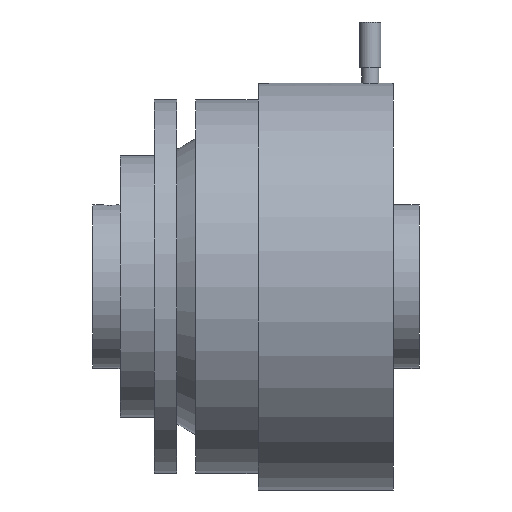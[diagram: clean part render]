
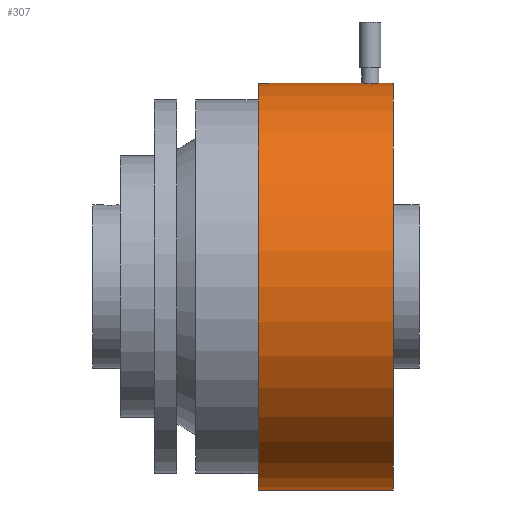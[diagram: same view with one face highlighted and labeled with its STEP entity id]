
A CAD part, front view. The second image highlights one B-rep face of the part: STEP entity #307.
In plain terms, the highlighted cylindrical face has radius 113.538 mm (diameter 227.076 mm), a partial arc.
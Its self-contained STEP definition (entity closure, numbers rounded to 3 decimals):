
#138=CARTESIAN_POINT('POINT11',(159.703,0.,
   113.538));
#139=VERTEX_POINT('VERTEX11',#138);
#147=CARTESIAN_POINT('POINT12',(150.178,0.,
   113.538));
#148=VERTEX_POINT('VERTEX12',#147);
#155=CARTESIAN_POINT('POINT13',(154.94,-4.763,
   113.438));
#156=VERTEX_POINT('VERTEX13',#155);
#157=B_SPLINE_CURVE_WITH_KNOTS('SPLINE_CRV1',3,(#158,#159,#160,#161,#162
   ,#163,#164,#165,#166,#167),.UNSPECIFIED.,.F.,.F.,(4,2,2,2,4),(
   0.,0.071,0.141,
   0.212,0.283),.UNSPECIFIED.);
#158=CARTESIAN_POINT('',(154.94,-4.763,113.438)
   );
#159=CARTESIAN_POINT('',(154.342,-4.763,
   113.438));
#160=CARTESIAN_POINT('',(153.704,-4.643,
   113.443));
#161=CARTESIAN_POINT('',(152.531,-4.157,
   113.462));
#162=CARTESIAN_POINT('',(151.995,-3.79,
   113.476));
#163=CARTESIAN_POINT('',(151.15,-2.945,
   113.501));
#164=CARTESIAN_POINT('',(150.783,-2.409,
   113.514));
#165=CARTESIAN_POINT('',(150.297,-1.236,
   113.533));
#166=CARTESIAN_POINT('',(150.178,-0.598,
   113.538));
#167=CARTESIAN_POINT('',(150.178,0.,
   113.538));
#168=EDGE_CURVE('EDGE17',#156,#148,#157,.T.);
#170=B_SPLINE_CURVE_WITH_KNOTS('SPLINE_CRV2',3,(#171,#172,#173,#174,#175
   ,#176,#177,#178,#179,#180),.UNSPECIFIED.,.F.,.F.,(4,2,2,2,4),(
   0.848,0.918,0.989,
   1.06,1.13),.UNSPECIFIED.);
#171=CARTESIAN_POINT('',(159.703,0.,
   113.538));
#172=CARTESIAN_POINT('',(159.703,-0.598,
   113.538));
#173=CARTESIAN_POINT('',(159.583,-1.236,
   113.533));
#174=CARTESIAN_POINT('',(159.097,-2.409,
   113.514));
#175=CARTESIAN_POINT('',(158.73,-2.945,
   113.501));
#176=CARTESIAN_POINT('',(157.885,-3.79,
   113.476));
#177=CARTESIAN_POINT('',(157.349,-4.157,
   113.462));
#178=CARTESIAN_POINT('',(156.176,-4.643,
   113.443));
#179=CARTESIAN_POINT('',(155.538,-4.763,
   113.438));
#180=CARTESIAN_POINT('',(154.94,-4.763,113.438)
   );
#181=EDGE_CURVE('EDGE18',#139,#156,#170,.T.);
#222=CARTESIAN_POINT('POINT14',(92.342,0.,
   113.538));
#223=VERTEX_POINT('VERTEX14',#222);
#224=CARTESIAN_POINT('POINT15',(92.342,0.,
   -113.538));
#225=VERTEX_POINT('VERTEX15',#224);
#226=CARTESIAN_POINT('POS17',(92.342,0.,0.));
#227=DIRECTION('DIR27',(-1.,0.,0.));
#228=DIRECTION('DIR28',(0.,0.,1.));
#229=AXIS2_PLACEMENT_3D('AXIS11',#226,#227,#228);
#230=CIRCLE('ELLIPSE6',#229,113.538);
#233=EDGE_CURVE('EDGE21',#225,#223,#230,.T.);
#268=CARTESIAN_POINT('POINT18',(167.894,0.,
   113.538));
#269=VERTEX_POINT('VERTEX18',#268);
#270=CARTESIAN_POINT('POS21',(130.118,0.,
   113.538));
#271=DIRECTION('DIR35',(-1.,0.,0.));
#272=VECTOR('VEC7',#271,1.);
#273=LINE('STRAIGHT7',#270,#272);
#274=EDGE_CURVE('EDGE24',#269,#139,#273,.T.);
#275=ORIENTED_EDGE('COEDGE40',*,*,#274,.T.);
#276=ORIENTED_EDGE('COEDGE41',*,*,#181,.T.);
#277=ORIENTED_EDGE('COEDGE42',*,*,#168,.T.);
#278=CARTESIAN_POINT('POS22',(130.118,0.,
   113.538));
#279=DIRECTION('DIR36',(-1.,0.,0.));
#280=VECTOR('VEC8',#279,1.);
#281=LINE('STRAIGHT8',#278,#280);
#282=EDGE_CURVE('EDGE25',#148,#223,#281,.T.);
#283=ORIENTED_EDGE('COEDGE43',*,*,#282,.T.);
#284=ORIENTED_EDGE('COEDGE44',*,*,#233,.F.);
#285=CARTESIAN_POINT('POINT19',(167.894,0.,
   -113.538));
#286=VERTEX_POINT('VERTEX19',#285);
#287=CARTESIAN_POINT('POS23',(130.118,0.,
   -113.538));
#288=DIRECTION('DIR37',(1.,0.,0.));
#289=VECTOR('VEC9',#288,1.);
#290=LINE('STRAIGHT9',#287,#289);
#291=EDGE_CURVE('EDGE26',#225,#286,#290,.T.);
#292=ORIENTED_EDGE('COEDGE45',*,*,#291,.T.);
#293=CARTESIAN_POINT('POS24',(167.894,0.,0.));
#294=DIRECTION('DIR38',(-1.,0.,0.));
#295=DIRECTION('DIR39',(0.,0.,1.));
#296=AXIS2_PLACEMENT_3D('AXIS15',#293,#294,#295);
#297=CIRCLE('ELLIPSE8',#296,113.538);
#298=EDGE_CURVE('EDGE27',#286,#269,#297,.T.);
#299=ORIENTED_EDGE('COEDGE46',*,*,#298,.T.);
#300=EDGE_LOOP('NONE',(#275,#276,#277,#283,#284,#292,#299));
#301=FACE_BOUND('LOOP1',#300,.T.);
#302=CARTESIAN_POINT('POS25',(130.118,0.,0.));
#303=DIRECTION('DIR40',(-1.,0.,0.));
#304=DIRECTION('DIR41',(0.,0.,1.));
#305=AXIS2_PLACEMENT_3D('AXIS16',#302,#303,#304);
#306=CYLINDRICAL_SURFACE('CONE_SURF4',#305,113.538);
#307=ADVANCED_FACE('FACE11',(#301),#306,.T.);
